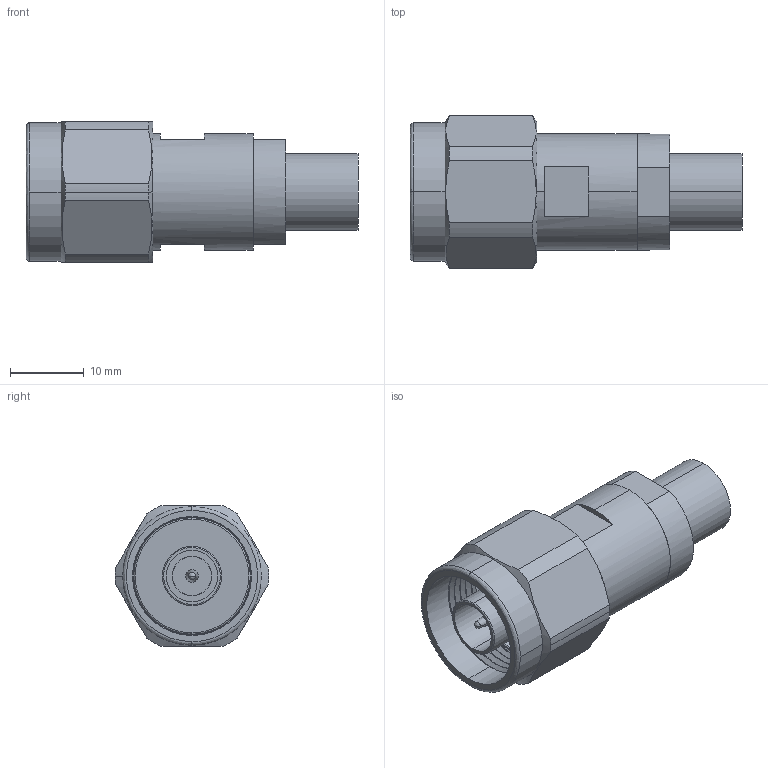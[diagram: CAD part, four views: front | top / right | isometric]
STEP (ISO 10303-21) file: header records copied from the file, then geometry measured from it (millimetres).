
FILE_DESCRIPTION (( 'STEP AP214' ), '1' );
FILE_NAME ('SC7237_3D.step', '2023-07-05T20:18:46', ( '' ), ( '' ), 'SwSTEP 2.0', 'SolidWorks 2022', '' );
FILE_SCHEMA (( 'AUTOMOTIVE_DESIGN' ));
Length unit declared in the file: millimetre
Products named in the file (1): SC7237_3D
Bounding box: 45.01 x 20.83 x 19.05 mm (x, y, z)
Volume: 7630 mm3; surface area: 4685.9 mm2
Topology: 1 solids, 1 shells, 123 faces, 301 edges, 190 vertices
Faces by surface type: cylinder 57, plane 37, cone 17, bspline 12
Entity records: 5950 total; most frequent: CARTESIAN_POINT 1915, DIRECTION 613, ORIENTED_EDGE 598, EDGE_CURVE 299, AXIS2_PLACEMENT_3D 252, VERTEX_POINT 190, CIRCLE 140, EDGE_LOOP 137
